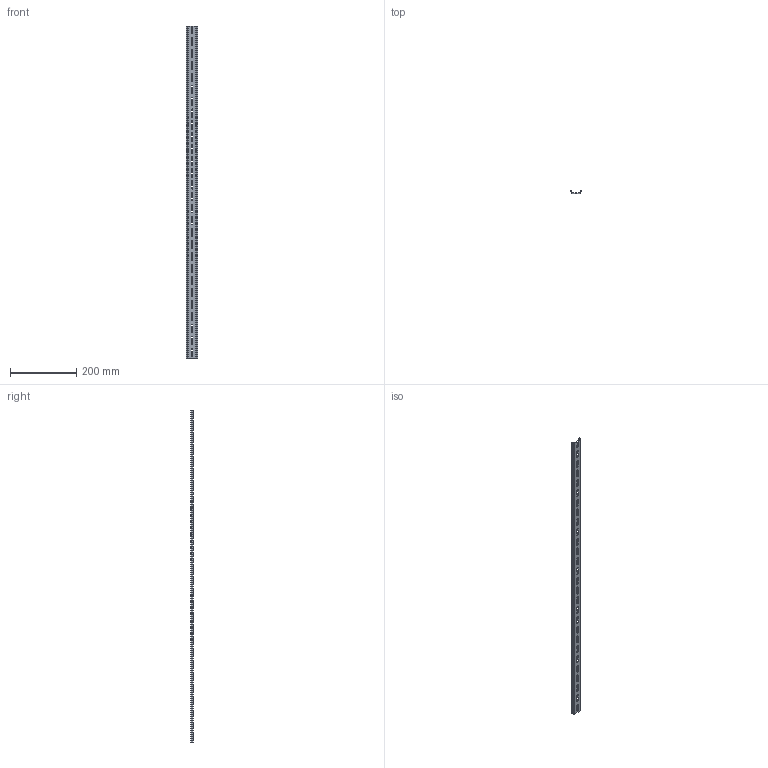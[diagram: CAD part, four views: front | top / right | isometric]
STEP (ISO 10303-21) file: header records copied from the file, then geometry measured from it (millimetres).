
FILE_DESCRIPTION((''),'2;1');
FILE_NAME('PRT0001','2023-04-11T',('ASUS'),(''),'PRO/ENGINEER BY PARAMETRIC TECHNOLOGY CORPORATION, 2013230','PRO/ENGINEER BY PARAMETRIC TECHNOLOGY CORPORATION, 2013230','');
FILE_SCHEMA(('CONFIG_CONTROL_DESIGN'));
Length unit declared in the file: millimetre
Products named in the file (1): PRT0001
Bounding box: 35 x 7.5 x 1000 mm (x, y, z)
Volume: 41954.8 mm3; surface area: 87554.6 mm2
Topology: 1 solids, 1 shells, 136 faces, 402 edges, 268 vertices
Faces by surface type: plane 71, cylinder 65
Entity records: 4735 total; most frequent: CARTESIAN_POINT 806, DIRECTION 804, ORIENTED_EDGE 804, EDGE_CURVE 402, VECTOR 272, LINE 272, VERTEX_POINT 268, AXIS2_PLACEMENT_3D 266
